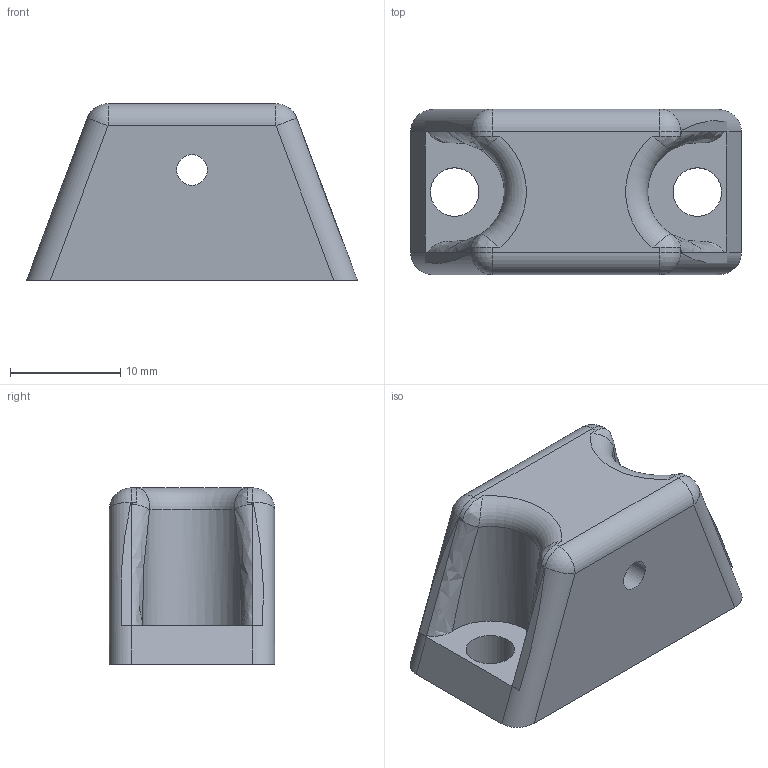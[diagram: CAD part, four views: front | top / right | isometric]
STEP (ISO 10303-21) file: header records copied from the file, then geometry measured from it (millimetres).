
FILE_DESCRIPTION(('FreeCAD Model'),'2;1');
FILE_NAME('Open CASCADE Shape Model','2021-12-25T18:39:29',('Author'),( ''),'Open CASCADE STEP processor 7.5','FreeCAD','Unknown');
FILE_SCHEMA(('AUTOMOTIVE_DESIGN { 1 0 10303 214 1 1 1 1 }'));
Length unit declared in the file: millimetre
Products named in the file (1): SROD-endstop-adj
Bounding box: 30 x 15 x 16 mm (x, y, z)
Volume: 4548.6 mm3; surface area: 2296.5 mm2
Topology: 1 solids, 1 shells, 45 faces, 125 edges, 66 vertices
Faces by surface type: plane 16, cylinder 15, bspline 8, sphere 4, torus 2
Full cylindrical faces by diameter (mm): 2.8 x1, 4.4 x2
Entity records: 6869 total; most frequent: CARTESIAN_POINT 4764, DIRECTION 349, ORIENTED_EDGE 218, PCURVE 218, DEFINITIONAL_REPRESENTATION 218, LINE 209, VECTOR 209, EDGE_CURVE 109
